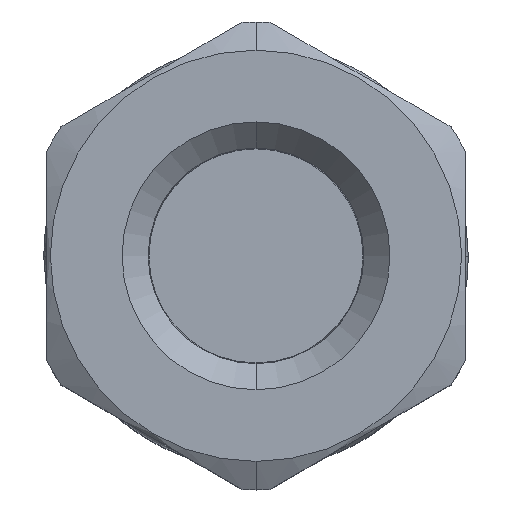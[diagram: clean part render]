
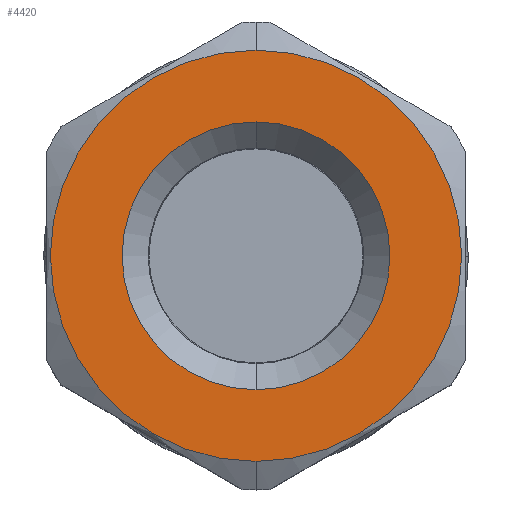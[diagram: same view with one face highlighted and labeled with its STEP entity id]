
A CAD part, top view. The second image highlights one B-rep face of the part: STEP entity #4420.
In plain terms, the highlighted planar face has unit normal (0, 0, 1).
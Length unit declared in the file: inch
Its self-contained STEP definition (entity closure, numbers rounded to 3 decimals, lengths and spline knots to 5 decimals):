
#750=CARTESIAN_POINT('',(0.,0.,2.561));
#751=DIRECTION('',(0.,0.,1.));
#752=DIRECTION('',(0.,-1.,0.));
#753=AXIS2_PLACEMENT_3D('',#750,#751,#752);
#755=CARTESIAN_POINT('',(0.,0.,2.561));
#756=DIRECTION('',(0.,0.,1.));
#757=DIRECTION('',(0.,1.,0.));
#758=AXIS2_PLACEMENT_3D('',#755,#756,#757);
#760=CARTESIAN_POINT('',(0.,0.,2.561));
#761=DIRECTION('',(0.,0.,1.));
#762=DIRECTION('',(0.,-1.,0.));
#763=AXIS2_PLACEMENT_3D('',#760,#761,#762);
#765=CARTESIAN_POINT('',(0.,0.,2.561));
#766=DIRECTION('',(0.,0.,1.));
#767=DIRECTION('',(0.,1.,0.));
#768=AXIS2_PLACEMENT_3D('',#765,#766,#767);
#2825=CARTESIAN_POINT('',(0.,-0.43,2.561));
#2826=CARTESIAN_POINT('',(0.,0.43,2.561));
#2827=VERTEX_POINT('',#2825);
#2828=VERTEX_POINT('',#2826);
#2909=CARTESIAN_POINT('',(0.,-0.28,2.561));
#2910=CARTESIAN_POINT('',(0.,0.28,2.561));
#2911=VERTEX_POINT('',#2909);
#2912=VERTEX_POINT('',#2910);
#4405=CARTESIAN_POINT('',(0.,0.,2.561));
#4406=DIRECTION('',(0.,0.,1.));
#4407=DIRECTION('',(0.,1.,0.));
#4408=AXIS2_PLACEMENT_3D('',#4405,#4406,#4407);
#4409=PLANE('',#4408);
#4410=ORIENTED_EDGE('',*,*,#4354,.F.);
#4411=ORIENTED_EDGE('',*,*,#4387,.F.);
#4412=EDGE_LOOP('',(#4410,#4411));
#4413=FACE_OUTER_BOUND('',#4412,.F.);
#4415=ORIENTED_EDGE('',*,*,#4414,.T.);
#4417=ORIENTED_EDGE('',*,*,#4416,.T.);
#4418=EDGE_LOOP('',(#4415,#4417));
#4419=FACE_BOUND('',#4418,.F.);
#754=CIRCLE('',#753,0.43);
#759=CIRCLE('',#758,0.43);
#764=CIRCLE('',#763,0.28);
#769=CIRCLE('',#768,0.28);
#4354=EDGE_CURVE('',#2827,#2828,#754,.T.);
#4387=EDGE_CURVE('',#2828,#2827,#759,.T.);
#4414=EDGE_CURVE('',#2911,#2912,#764,.T.);
#4416=EDGE_CURVE('',#2912,#2911,#769,.T.);
#4420=ADVANCED_FACE('',(#4413,#4419),#4409,.T.);
